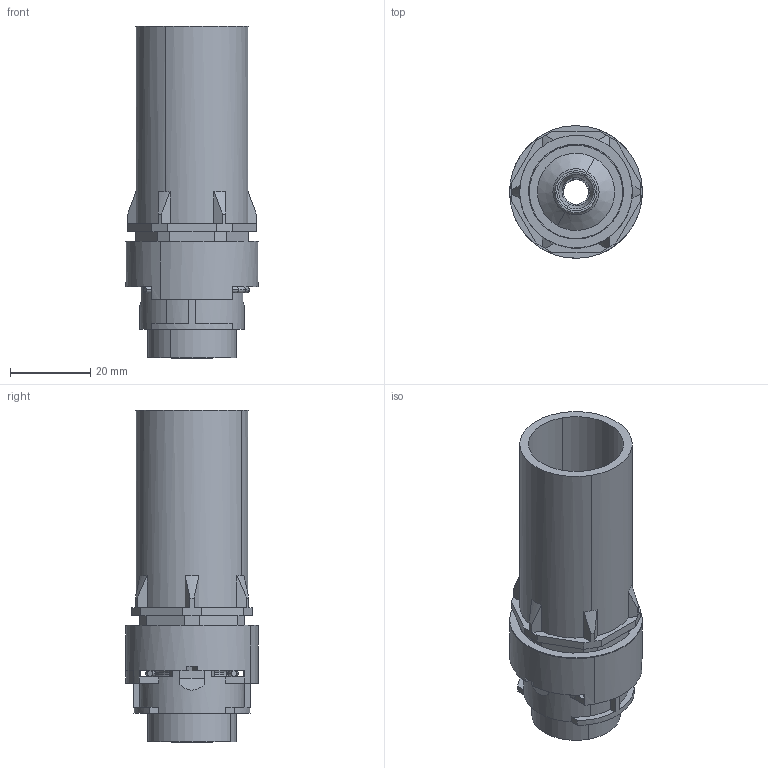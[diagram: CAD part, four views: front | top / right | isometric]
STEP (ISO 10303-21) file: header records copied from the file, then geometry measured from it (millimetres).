
FILE_DESCRIPTION(('CATIA V5 STEP Exchange','CAx-IF Rec.Pracs.--- Model Styling and Organization---1.5--- 2016-08-15','CAx-IF Rec.Pracs.---Supplemental Geometry---1.0---2011-11-01','CAx-IF Rec.Pracs.--- Composite Materials ---1.1---2010-07-15'),'2;1');
FILE_NAME ('005797-1_2', '2025-09-04T11:53:03+00:00', ('none'), ('Weidmueller'), 'CATIA Version 5-6 Release 2024 SP4', 'CATIA V5 STEP AP214 v3', 'none');
FILE_SCHEMA(('AUTOMOTIVE_DESIGN { 1 0 10303 214 1 1 1 1 }'));
Length unit declared in the file: millimetre
Products named in the file (1): 1079690000
Bounding box: 32.99 x 33 x 82.6 mm (x, y, z)
Volume: 28534.5 mm3; surface area: 26758.6 mm2
Topology: 2 solids, 3 shells, 264 faces, 664 edges, 416 vertices
Faces by surface type: plane 122, cylinder 76, cone 36, torus 30
Entity records: 7200 total; most frequent: CARTESIAN_POINT 1347, ORIENTED_EDGE 1328, DIRECTION 956, EDGE_CURVE 664, AXIS2_PLACEMENT_3D 434, VERTEX_POINT 416, VECTOR 365, LINE 365
